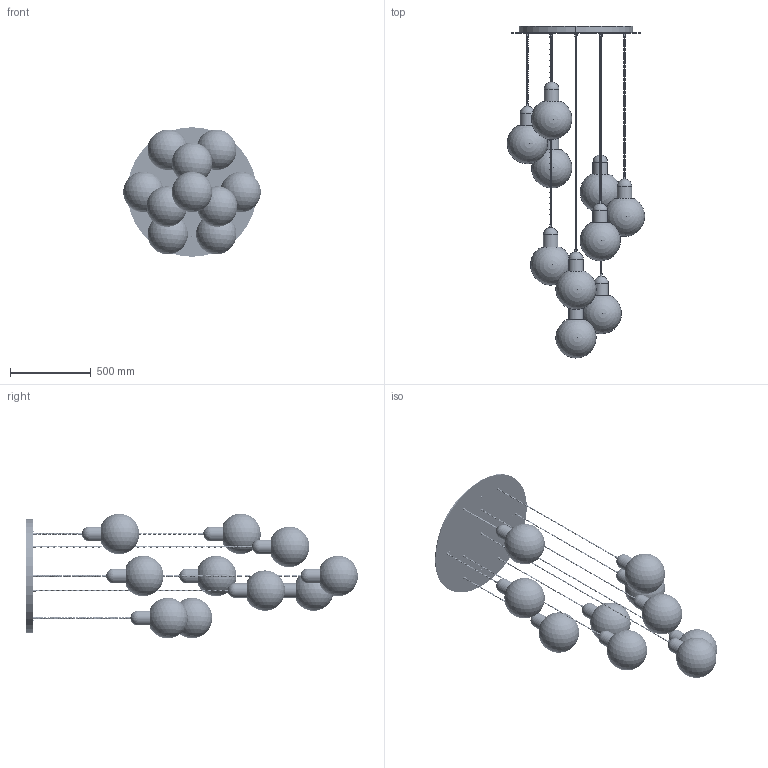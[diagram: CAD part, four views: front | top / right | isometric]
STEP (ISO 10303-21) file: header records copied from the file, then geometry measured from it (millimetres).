
FILE_DESCRIPTION (( 'STEP AP203' ), '1' );
FILE_NAME ('CS 55 00028._exported.step', '2025-02-09T08:56:42', ( '' ), ( '' ), 'SwSTEP 2.0', 'SolidWorks 2023', '' );
FILE_SCHEMA (( 'CONFIG_CONTROL_DESIGN' ));
Length unit declared in the file: millimetre
Products named in the file (1): CS 55 00028._exported
Bounding box: 849.1 x 2049.72 x 800 mm (x, y, z)
Surface area: 3988680.6 mm2 (no closed solid volume)
Topology: 0 solids, 138 shells, 532 faces, 1789 edges, 1293 vertices
Faces by surface type: cylinder 264, plane 123, bspline 51, sphere 48, torus 46
Entity records: 180925 total; most frequent: CARTESIAN_POINT 167098, DIRECTION 2924, ORIENTED_EDGE 2388, EDGE_CURVE 1699, VERTEX_POINT 1243, AXIS2_PLACEMENT_3D 1204, CIRCLE 722, EDGE_LOOP 631
